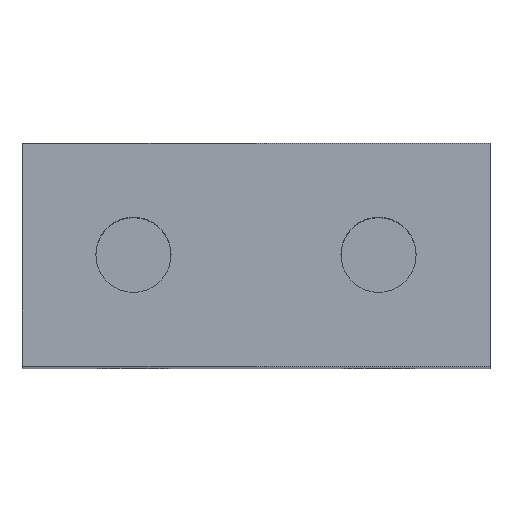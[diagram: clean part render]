
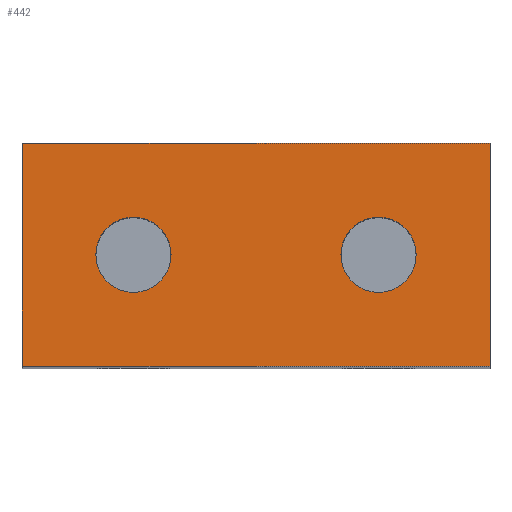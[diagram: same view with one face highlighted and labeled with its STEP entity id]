
A CAD part, top view. The second image highlights one B-rep face of the part: STEP entity #442.
In plain terms, the highlighted planar face has unit normal (0, 0, 1).
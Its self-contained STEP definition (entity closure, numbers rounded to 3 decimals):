
#3 = ORIENTED_EDGE ( 'NONE', *, *, #277, .F. ) ;
#9 = DIRECTION ( 'NONE',  ( 0., 0., -1. ) ) ;
#14 = DIRECTION ( 'NONE',  ( -1., 0., 0. ) ) ;
#36 = DIRECTION ( 'NONE',  ( 0., 0., 1. ) ) ;
#56 = CARTESIAN_POINT ( 'NONE',  ( 32., 10., 125. ) ) ;
#57 = DIRECTION ( 'NONE',  ( 0., 1., 0. ) ) ;
#62 = CARTESIAN_POINT ( 'NONE',  ( 0., 20., 125. ) ) ;
#69 = CARTESIAN_POINT ( 'NONE',  ( 0., 0., 125. ) ) ;
#96 = DIRECTION ( 'NONE',  ( 0., 0., 1. ) ) ;
#105 = DIRECTION ( 'NONE',  ( -1., 0., 0. ) ) ;
#116 = FACE_BOUND ( 'NONE', #489, .T. ) ;
#121 = VERTEX_POINT ( 'NONE', #208 ) ;
#131 = LINE ( 'NONE', #640, #449 ) ;
#145 = VERTEX_POINT ( 'NONE', #322 ) ;
#152 = VECTOR ( 'NONE', #105, 1000. ) ;
#158 = CARTESIAN_POINT ( 'NONE',  ( 0., 20., 125. ) ) ;
#174 = CIRCLE ( 'NONE', #348, 3.375 ) ;
#177 = VERTEX_POINT ( 'NONE', #366 ) ;
#178 = DIRECTION ( 'NONE',  ( 0., -1., 0. ) ) ;
#196 = ORIENTED_EDGE ( 'NONE', *, *, #634, .F. ) ;
#208 = CARTESIAN_POINT ( 'NONE',  ( 0., 20., 125. ) ) ;
#212 = FACE_OUTER_BOUND ( 'NONE', #404, .T. ) ;
#238 = EDGE_CURVE ( 'NONE', #177, #121, #579, .T. ) ;
#239 = CARTESIAN_POINT ( 'NONE',  ( 32., 10., 125. ) ) ;
#243 = CARTESIAN_POINT ( 'NONE',  ( 13.375, 10., 125. ) ) ;
#247 = DIRECTION ( 'NONE',  ( 0., 0., 1. ) ) ;
#275 = ORIENTED_EDGE ( 'NONE', *, *, #543, .T. ) ;
#277 = EDGE_CURVE ( 'NONE', #550, #145, #517, .T. ) ;
#281 = AXIS2_PLACEMENT_3D ( 'NONE', #62, #9, #14 ) ;
#283 = ORIENTED_EDGE ( 'NONE', *, *, #580, .F. ) ;
#284 = VERTEX_POINT ( 'NONE', #538 ) ;
#287 = CIRCLE ( 'NONE', #379, 3.375 ) ;
#288 = EDGE_CURVE ( 'NONE', #618, #177, #131, .T. ) ;
#292 = VECTOR ( 'NONE', #611, 1000. ) ;
#296 = DIRECTION ( 'NONE',  ( 0., 0., 1. ) ) ;
#299 = CARTESIAN_POINT ( 'NONE',  ( 28.625, 10., 125. ) ) ;
#308 = LINE ( 'NONE', #662, #292 ) ;
#310 = CIRCLE ( 'NONE', #600, 3.375 ) ;
#312 = ORIENTED_EDGE ( 'NONE', *, *, #288, .T. ) ;
#322 = CARTESIAN_POINT ( 'NONE',  ( 35.375, 10., 125. ) ) ;
#348 = AXIS2_PLACEMENT_3D ( 'NONE', #239, #296, #664 ) ;
#366 = CARTESIAN_POINT ( 'NONE',  ( 42., 20., 125. ) ) ;
#379 = AXIS2_PLACEMENT_3D ( 'NONE', #461, #36, #468 ) ;
#390 = ORIENTED_EDGE ( 'NONE', *, *, #485, .T. ) ;
#404 = EDGE_LOOP ( 'NONE', ( #390, #275, #312, #409 ) ) ;
#409 = ORIENTED_EDGE ( 'NONE', *, *, #238, .T. ) ;
#432 = DIRECTION ( 'NONE',  ( 1., 0., 0. ) ) ;
#442 = ADVANCED_FACE ( 'NONE', ( #539, #116, #212 ), #650, .F. ) ;
#449 = VECTOR ( 'NONE', #57, 1000. ) ;
#458 = DIRECTION ( 'NONE',  ( 1., 0., 0. ) ) ;
#461 = CARTESIAN_POINT ( 'NONE',  ( 10., 10., 125. ) ) ;
#465 = AXIS2_PLACEMENT_3D ( 'NONE', #56, #96, #432 ) ;
#466 = EDGE_LOOP ( 'NONE', ( #283, #3 ) ) ;
#468 = DIRECTION ( 'NONE',  ( 1., 0., 0. ) ) ;
#485 = EDGE_CURVE ( 'NONE', #121, #284, #507, .T. ) ;
#489 = EDGE_LOOP ( 'NONE', ( #196, #686 ) ) ;
#507 = LINE ( 'NONE', #69, #635 ) ;
#510 = CARTESIAN_POINT ( 'NONE',  ( 6.625, 10., 125. ) ) ;
#517 = CIRCLE ( 'NONE', #465, 3.375 ) ;
#538 = CARTESIAN_POINT ( 'NONE',  ( 0., 0., 125. ) ) ;
#539 = FACE_BOUND ( 'NONE', #466, .T. ) ;
#543 = EDGE_CURVE ( 'NONE', #284, #618, #308, .T. ) ;
#550 = VERTEX_POINT ( 'NONE', #299 ) ;
#566 = CARTESIAN_POINT ( 'NONE',  ( 10., 10., 125. ) ) ;
#579 = LINE ( 'NONE', #158, #152 ) ;
#580 = EDGE_CURVE ( 'NONE', #145, #550, #174, .T. ) ;
#593 = VERTEX_POINT ( 'NONE', #510 ) ;
#600 = AXIS2_PLACEMENT_3D ( 'NONE', #566, #247, #458 ) ;
#605 = CARTESIAN_POINT ( 'NONE',  ( 42., 0., 125. ) ) ;
#606 = VERTEX_POINT ( 'NONE', #243 ) ;
#611 = DIRECTION ( 'NONE',  ( 1., 0., 0. ) ) ;
#618 = VERTEX_POINT ( 'NONE', #605 ) ;
#634 = EDGE_CURVE ( 'NONE', #606, #593, #310, .T. ) ;
#635 = VECTOR ( 'NONE', #178, 1000. ) ;
#640 = CARTESIAN_POINT ( 'NONE',  ( 42., 0., 125. ) ) ;
#650 = PLANE ( 'NONE',  #281 ) ;
#653 = EDGE_CURVE ( 'NONE', #593, #606, #287, .T. ) ;
#662 = CARTESIAN_POINT ( 'NONE',  ( 0., 0., 125. ) ) ;
#664 = DIRECTION ( 'NONE',  ( 1., 0., 0. ) ) ;
#686 = ORIENTED_EDGE ( 'NONE', *, *, #653, .F. ) ;
